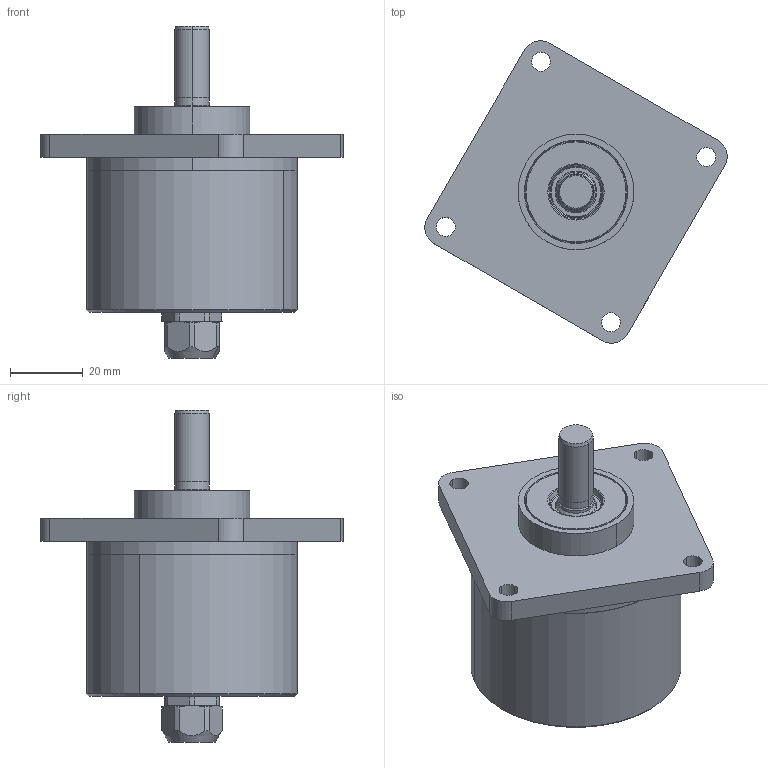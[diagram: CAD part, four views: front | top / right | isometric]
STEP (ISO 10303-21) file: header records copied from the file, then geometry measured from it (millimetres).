
FILE_DESCRIPTION((''),'2;1');
FILE_NAME('527704','2010-11-10T',('se2802'),(''),'PRO/ENGINEER BY PARAMETRIC TECHNOLOGY CORPORATION, 2010180','PRO/ENGINEER BY PARAMETRIC TECHNOLOGY CORPORATION, 2010180','');
FILE_SCHEMA(('CONFIG_CONTROL_DESIGN'));
Length unit declared in the file: millimetre
Products named in the file (1): 527704
Bounding box: 83.08 x 83.08 x 91.2 mm (x, y, z)
Volume: 87726.8 mm3; surface area: 44772.9 mm2
Topology: 1 solids, 2 shells, 1136 faces, 3134 edges, 2045 vertices
Faces by surface type: plane 391, extrusion 324, cylinder 307, cone 90, torus 18, sphere 6
Entity records: 39425 total; most frequent: CARTESIAN_POINT 11306, ORIENTED_EDGE 6264, DIRECTION 5070, EDGE_CURVE 3132, VERTEX_POINT 2045, AXIS2_PLACEMENT_3D 1708, VECTOR 1654, LINE 1330
